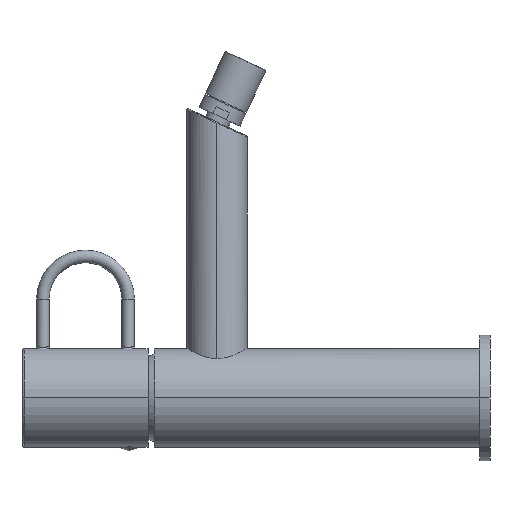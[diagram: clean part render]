
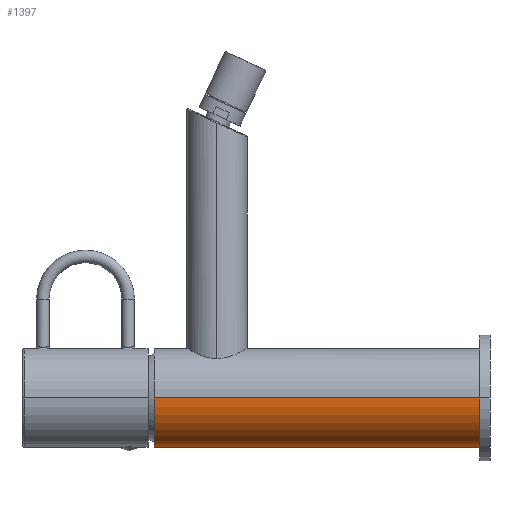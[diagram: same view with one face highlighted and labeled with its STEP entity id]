
A CAD part, left-side view. The second image highlights one B-rep face of the part: STEP entity #1397.
In plain terms, the highlighted cylindrical face has radius 19.75 mm (diameter 39.5 mm), a partial arc.
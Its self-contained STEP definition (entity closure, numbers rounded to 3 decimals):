
#176=CARTESIAN_POINT('',(0.,0.,0.));
#177=DIRECTION('',(0.,-1.,0.));
#178=DIRECTION('',(-1.,0.,0.));
#179=AXIS2_PLACEMENT_3D('',#176,#177,#178);
#181=DIRECTION('',(0.,1.,0.));
#182=VECTOR('',#181,130.);
#183=CARTESIAN_POINT('',(19.75,0.,0.));
#184=LINE('',#183,#182);
#185=DIRECTION('',(0.,1.,0.));
#186=VECTOR('',#185,130.);
#187=CARTESIAN_POINT('',(-19.75,0.,0.));
#188=LINE('',#187,#186);
#222=CARTESIAN_POINT('',(0.,130.,0.));
#223=DIRECTION('',(0.,1.,0.));
#224=DIRECTION('',(1.,0.,0.));
#225=AXIS2_PLACEMENT_3D('',#222,#223,#224);
#1239=CARTESIAN_POINT('',(19.75,130.,0.));
#1240=CARTESIAN_POINT('',(-19.75,130.,0.));
#1241=VERTEX_POINT('',#1239);
#1242=VERTEX_POINT('',#1240);
#1289=CARTESIAN_POINT('',(19.75,0.,0.));
#1290=CARTESIAN_POINT('',(-19.75,0.,0.));
#1291=VERTEX_POINT('',#1289);
#1292=VERTEX_POINT('',#1290);
#1384=CARTESIAN_POINT('',(0.,136.5,0.));
#1385=DIRECTION('',(0.,-1.,0.));
#1386=DIRECTION('',(-1.,0.,0.));
#1387=AXIS2_PLACEMENT_3D('',#1384,#1385,#1386);
#1388=CYLINDRICAL_SURFACE('',#1387,19.75);
#1390=ORIENTED_EDGE('',*,*,#1389,.T.);
#1391=ORIENTED_EDGE('',*,*,#1364,.T.);
#1393=ORIENTED_EDGE('',*,*,#1392,.T.);
#1394=ORIENTED_EDGE('',*,*,#1360,.F.);
#1395=EDGE_LOOP('',(#1390,#1391,#1393,#1394));
#1396=FACE_OUTER_BOUND('',#1395,.F.);
#1397=ADVANCED_FACE('',(#1396),#1388,.T.);
#180=CIRCLE('',#179,19.75);
#226=CIRCLE('',#225,19.75);
#1360=EDGE_CURVE('',#1292,#1242,#188,.T.);
#1364=EDGE_CURVE('',#1291,#1241,#184,.T.);
#1389=EDGE_CURVE('',#1292,#1291,#180,.T.);
#1392=EDGE_CURVE('',#1241,#1242,#226,.T.);
